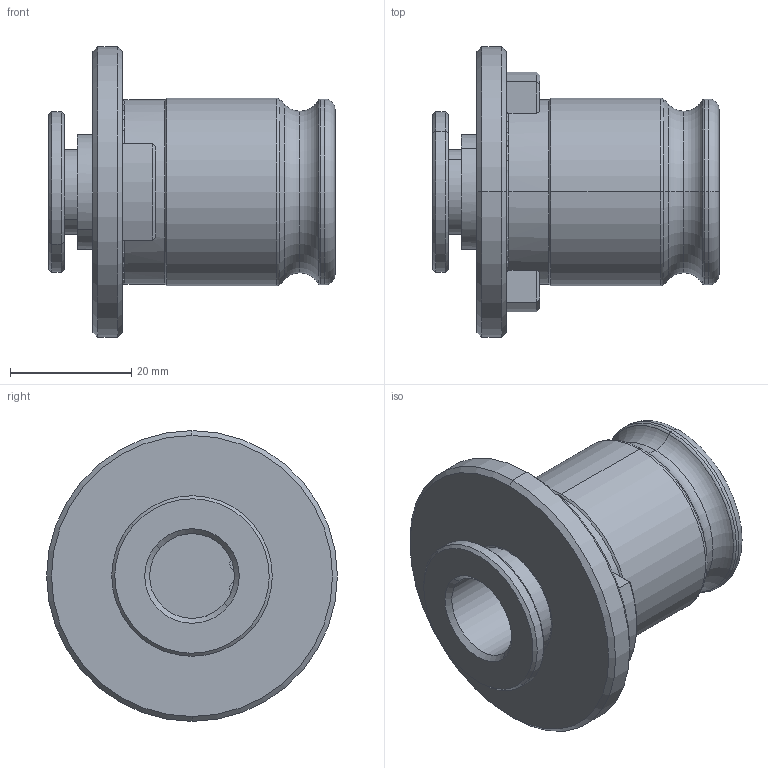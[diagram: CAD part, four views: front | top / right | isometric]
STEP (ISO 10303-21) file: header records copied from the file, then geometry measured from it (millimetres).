
FILE_DESCRIPTION (( 'STEP AP203' ), '1' );
FILE_NAME ('22-S.16.02.1411.STEP', '2019-04-16T05:41:46', ( 'Acer' ), ( '' ), 'SwSTEP 2.0', 'SolidWorks 2018', '' );
FILE_SCHEMA (( 'CONFIG_CONTROL_DESIGN' ));
Length unit declared in the file: millimetre
Products named in the file (1): 22-S.16.02.1411
Bounding box: 47.24 x 48 x 48 mm (x, y, z)
Surface area: 10053.5 mm2 (no closed solid volume)
Topology: 0 solids, 6 shells, 100 faces, 250 edges, 157 vertices
Faces by surface type: cylinder 36, torus 29, plane 19, cone 16
Entity records: 3216 total; most frequent: CARTESIAN_POINT 693, DIRECTION 585, ORIENTED_EDGE 449, AXIS2_PLACEMENT_3D 255, EDGE_CURVE 250, VERTEX_POINT 157, CIRCLE 154, EDGE_LOOP 110
